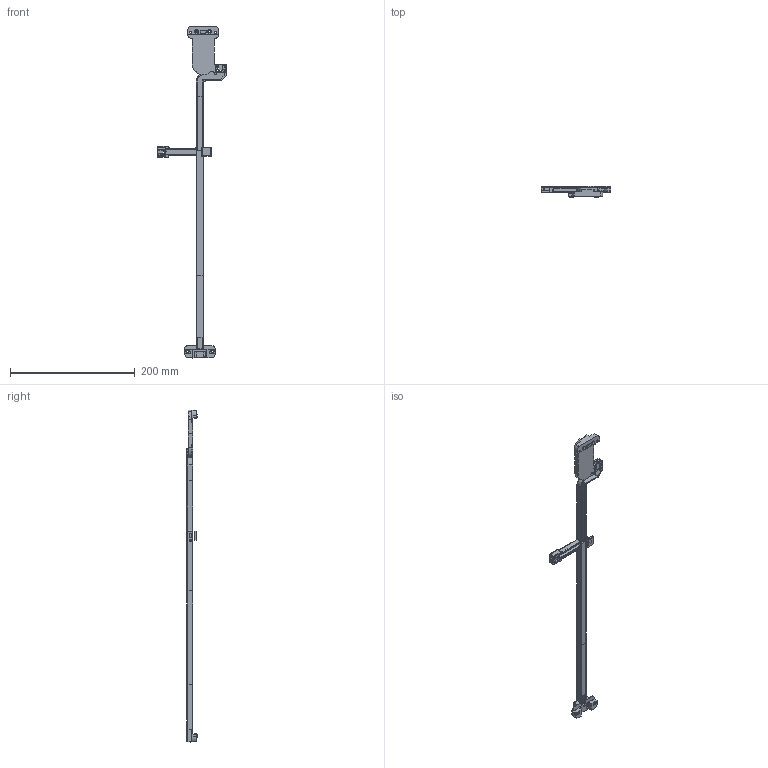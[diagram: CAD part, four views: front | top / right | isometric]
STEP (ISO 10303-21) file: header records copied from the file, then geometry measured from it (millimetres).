
FILE_DESCRIPTION(/* description */ ('STEP AP242','CAx-IF Rec.Pracs.---Representation and Presentation of Product Manufacturing Information (PMI)---4.0---2014-10-13','CAx-IF Rec.Pracs.---3D Tessellated Geometry---0.4---2014-09-14','2;1'),/* implementation_level */ '2;1');
FILE_NAME(/* name */ '635b75b72e96f55c1f6e31bd',/* time_stamp */ '2022-10-28T06:24:56+00:00',/* author */ (''),/* organization */ (''),/* preprocessor_version */ 'ST-DEVELOPER v18.102',/* originating_system */ ' ',/* authorisation */ ' ');
FILE_SCHEMA (('AP242_MANAGED_MODEL_BASED_3D_ENGINEERING_MIM_LF { 1 0 10303 442 1 1 4 }'));
Length unit declared in the file: metre
Products named in the file (13): 5C keystone 1; channel bottom; 3C keystone 1; channel top; 5C keystone 2; 3C keystone 2; heat set backing; 2C keystone 1; 2C keystone 2; 150 mm channel; 100 mm guide; channel middle; 200 mm guide
Bounding box: 111.55 x 17 x 532.5 mm (x, y, z)
Volume: 57210.7 mm3; surface area: 58646.2 mm2
Topology: 13 solids, 13 shells, 636 faces, 1778 edges, 1163 vertices
Faces by surface type: plane 543, cylinder 66, cone 27
Full cylindrical faces by diameter (mm): 3.4 x7, 4.7 x1, 6.5 x1
Entity records: 20471 total; most frequent: CARTESIAN_POINT 3819, ORIENTED_EDGE 3516, DIRECTION 3160, EDGE_CURVE 1758, LINE 1508, VECTOR 1508, VERTEX_POINT 1157, AXIS2_PLACEMENT_3D 826
